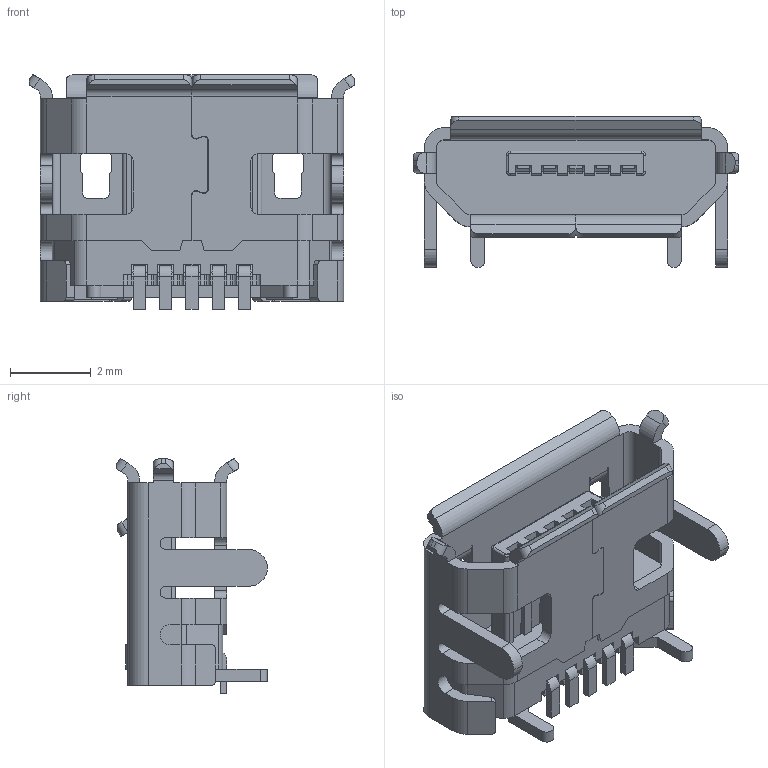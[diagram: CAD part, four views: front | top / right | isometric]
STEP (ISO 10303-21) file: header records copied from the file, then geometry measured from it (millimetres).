
FILE_DESCRIPTION (( 'STEP AP214' ), '1' );
FILE_NAME ('Micro USB-B Female 5Pin SMD.STEP', '2018-02-26T16:29:35', ( 'M.B.I.' ), ( '' ), 'SwSTEP 2.0', '', '' );
FILE_SCHEMA (( 'AUTOMOTIVE_DESIGN' ));
Length unit declared in the file: millimetre
Products named in the file (1): Micro USB-B Female 5Pin SMD
Bounding box: 8.05 x 3.73 x 5.8 mm (x, y, z)
Volume: 45 mm3; surface area: 316.4 mm2
Topology: 7 solids, 7 shells, 508 faces, 1497 edges, 990 vertices
Faces by surface type: plane 326, cylinder 173, bspline 5, torus 4
Entity records: 17021 total; most frequent: CARTESIAN_POINT 3169, ORIENTED_EDGE 2994, DIRECTION 2797, EDGE_CURVE 1497, VECTOR 1113, LINE 1113, VERTEX_POINT 990, AXIS2_PLACEMENT_3D 842
